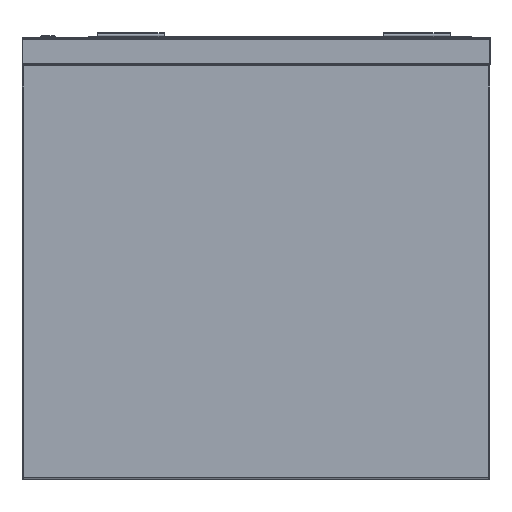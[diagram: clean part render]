
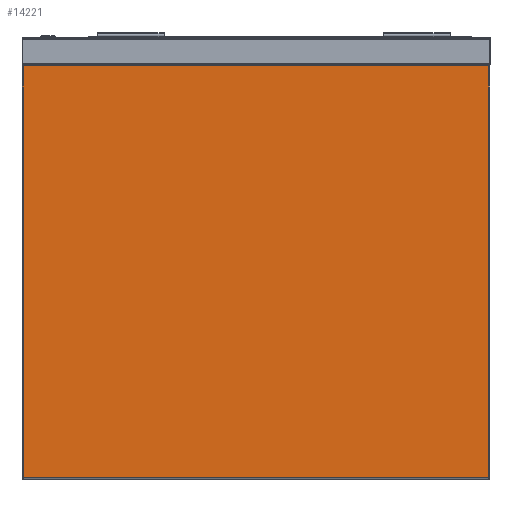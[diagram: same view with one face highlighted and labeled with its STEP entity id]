
A CAD part, left-side view. The second image highlights one B-rep face of the part: STEP entity #14221.
In plain terms, the highlighted planar face has unit normal (-1, 0, 0).
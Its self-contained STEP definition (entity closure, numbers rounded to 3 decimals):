
#1823 = ORIENTED_EDGE ( 'NONE', *, *, #36280, .T. ) ;
#2703 = AXIS2_PLACEMENT_3D ( 'NONE', #34569, #34950, #32158 ) ;
#4067 = DIRECTION ( 'NONE',  ( 0., 0., 1. ) ) ;
#5419 = CARTESIAN_POINT ( 'NONE',  ( -660., -350., -658. ) ) ;
#5673 = VECTOR ( 'NONE', #4067, 1000. ) ;
#8257 = ORIENTED_EDGE ( 'NONE', *, *, #11271, .T. ) ;
#8740 = CARTESIAN_POINT ( 'NONE',  ( -660., 348., -660. ) ) ;
#9719 = CARTESIAN_POINT ( 'NONE',  ( -660., -348., -660. ) ) ;
#10386 = VERTEX_POINT ( 'NONE', #33268 ) ;
#11066 = LINE ( 'NONE', #5419, #13954 ) ;
#11164 = CARTESIAN_POINT ( 'NONE',  ( -660., 350., -42. ) ) ;
#11271 = EDGE_CURVE ( 'NONE', #10386, #29601, #22508, .T. ) ;
#13954 = VECTOR ( 'NONE', #16059, 1000. ) ;
#14221 = ADVANCED_FACE ( 'Fl�che7', ( #14442 ), #26012, .T. ) ;
#14442 = FACE_OUTER_BOUND ( 'NONE', #19422, .T. ) ;
#15462 = LINE ( 'NONE', #9719, #5673 ) ;
#15585 = CARTESIAN_POINT ( 'NONE',  ( -660., 348., -42. ) ) ;
#16059 = DIRECTION ( 'NONE',  ( 0., -1., 0. ) ) ;
#16946 = EDGE_CURVE ( 'NONE', #29601, #24749, #25691, .T. ) ;
#19422 = EDGE_LOOP ( 'NONE', ( #33170, #8257, #34278, #1823 ) ) ;
#19582 = VECTOR ( 'NONE', #25875, 1000. ) ;
#22508 = LINE ( 'NONE', #11164, #36553 ) ;
#23236 = CARTESIAN_POINT ( 'NONE',  ( -660., -348., -658. ) ) ;
#24749 = VERTEX_POINT ( 'NONE', #34857 ) ;
#25691 = LINE ( 'NONE', #8740, #19582 ) ;
#25875 = DIRECTION ( 'NONE',  ( 0., 0., -1. ) ) ;
#26012 = PLANE ( 'NONE',  #2703 ) ;
#27786 = VERTEX_POINT ( 'NONE', #23236 ) ;
#27918 = DIRECTION ( 'NONE',  ( 0., 1., 0. ) ) ;
#29601 = VERTEX_POINT ( 'NONE', #15585 ) ;
#32158 = DIRECTION ( 'NONE',  ( 0., 0., 1. ) ) ;
#33170 = ORIENTED_EDGE ( 'NONE', *, *, #36515, .T. ) ;
#33268 = CARTESIAN_POINT ( 'NONE',  ( -660., -348., -42. ) ) ;
#34278 = ORIENTED_EDGE ( 'NONE', *, *, #16946, .T. ) ;
#34569 = CARTESIAN_POINT ( 'NONE',  ( -660., -350., -660. ) ) ;
#34857 = CARTESIAN_POINT ( 'NONE',  ( -660., 348., -658. ) ) ;
#34950 = DIRECTION ( 'NONE',  ( -1., 0., 0. ) ) ;
#36280 = EDGE_CURVE ( 'NONE', #24749, #27786, #11066, .T. ) ;
#36515 = EDGE_CURVE ( 'NONE', #27786, #10386, #15462, .T. ) ;
#36553 = VECTOR ( 'NONE', #27918, 1000. ) ;
